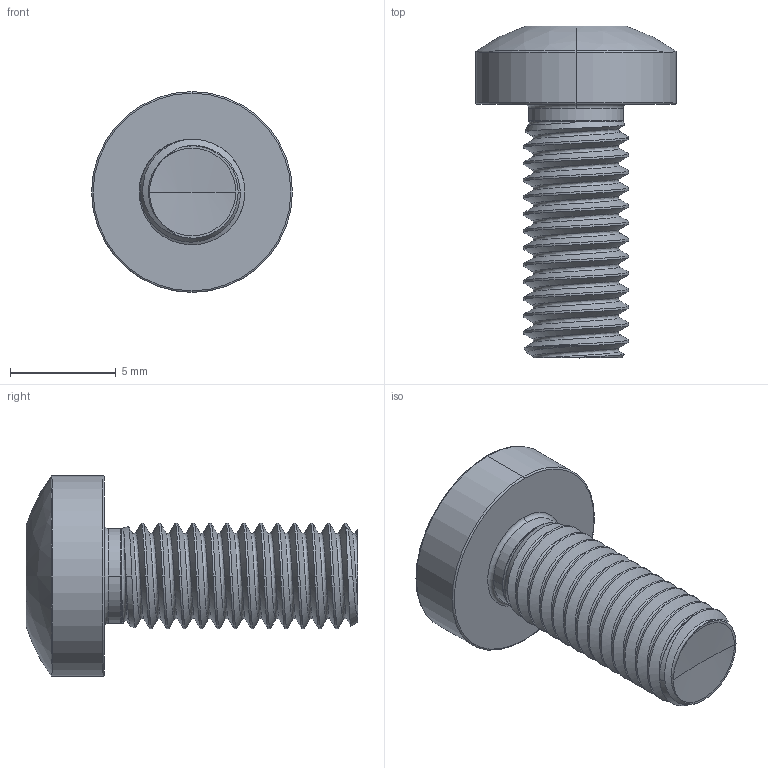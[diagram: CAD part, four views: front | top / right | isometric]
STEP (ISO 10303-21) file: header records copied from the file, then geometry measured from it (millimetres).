
FILE_DESCRIPTION (( 'STEP AP203' ), '1' );
FILE_NAME ('STM390500120.STEP', '2020-12-23T16:50:55', ( '' ), ( '' ), 'SwSTEP 2.0', 'SolidWorks 2015', '' );
FILE_SCHEMA (( 'CONFIG_CONTROL_DESIGN' ));
Length unit declared in the file: millimetre
Products named in the file (2): STM390500120
Bounding box: 9.5 x 15.7 x 9.5 mm (x, y, z)
Volume: 393.8 mm3; surface area: 522.4 mm2
Topology: 1 solids, 1 shells, 99 faces, 257 edges, 160 vertices
Faces by surface type: cylinder 49, bspline 18, torus 13, cone 12, sphere 4, plane 3
Entity records: 17270 total; most frequent: CARTESIAN_POINT 15046, ORIENTED_EDGE 510, DIRECTION 352, EDGE_CURVE 255, VERTEX_POINT 160, AXIS2_PLACEMENT_3D 147, EDGE_LOOP 101, FACE_OUTER_BOUND 99
